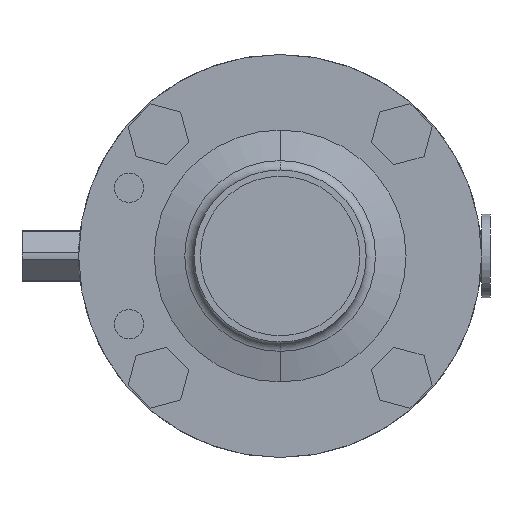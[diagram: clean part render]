
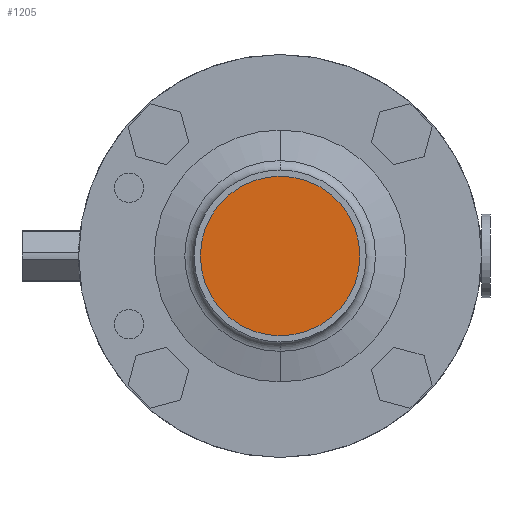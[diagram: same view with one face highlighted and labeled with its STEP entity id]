
A CAD part, left-side view. The second image highlights one B-rep face of the part: STEP entity #1205.
In plain terms, the highlighted face is planar.
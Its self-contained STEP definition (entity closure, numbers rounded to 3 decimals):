
#199 = FACE_OUTER_BOUND ( 'NONE', #2089, .T. ) ;
#339 = AXIS2_PLACEMENT_3D ( 'NONE', #2183, #1266, #579 ) ;
#362 = DIRECTION ( 'NONE',  ( 0., 0., 1. ) ) ;
#386 = CIRCLE ( 'NONE', #432, 19. ) ;
#432 = AXIS2_PLACEMENT_3D ( 'NONE', #604, #911, #362 ) ;
#456 = EDGE_CURVE ( 'NONE', #887, #2185, #2268, .T. ) ;
#563 = ORIENTED_EDGE ( 'NONE', *, *, #456, .F. ) ;
#579 = DIRECTION ( 'NONE',  ( 0., 0., 1. ) ) ;
#580 = EDGE_CURVE ( 'NONE', #2185, #887, #386, .T. ) ;
#604 = CARTESIAN_POINT ( 'NONE',  ( 10., 0., 0. ) ) ;
#742 = CARTESIAN_POINT ( 'NONE',  ( 10., 0., 19. ) ) ;
#768 = DIRECTION ( 'NONE',  ( 0., 0., 1. ) ) ;
#887 = VERTEX_POINT ( 'NONE', #1806 ) ;
#911 = DIRECTION ( 'NONE',  ( -1., 0., 0. ) ) ;
#931 = DIRECTION ( 'NONE',  ( -1., 0., 0. ) ) ;
#973 = AXIS2_PLACEMENT_3D ( 'NONE', #1828, #931, #768 ) ;
#1205 = ADVANCED_FACE ( 'NONE', ( #199 ), #1635, .F. ) ;
#1266 = DIRECTION ( 'NONE',  ( -1., 0., 0. ) ) ;
#1625 = ORIENTED_EDGE ( 'NONE', *, *, #580, .F. ) ;
#1635 = PLANE ( 'NONE',  #973 ) ;
#1806 = CARTESIAN_POINT ( 'NONE',  ( 10., 0., -19. ) ) ;
#1828 = CARTESIAN_POINT ( 'NONE',  ( 10., 19., 0. ) ) ;
#2089 = EDGE_LOOP ( 'NONE', ( #1625, #563 ) ) ;
#2183 = CARTESIAN_POINT ( 'NONE',  ( 10., 0., 0. ) ) ;
#2185 = VERTEX_POINT ( 'NONE', #742 ) ;
#2268 = CIRCLE ( 'NONE', #339, 19. ) ;
